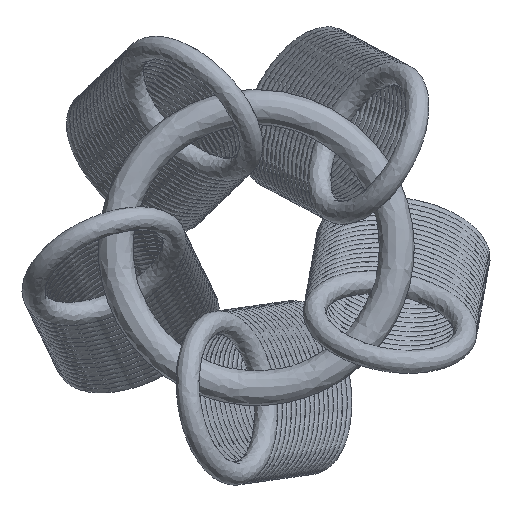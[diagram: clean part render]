
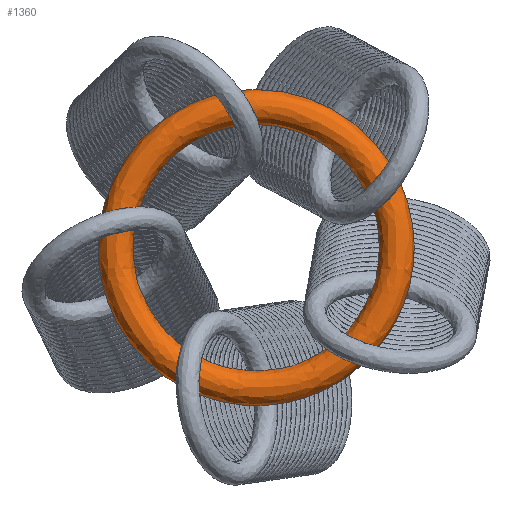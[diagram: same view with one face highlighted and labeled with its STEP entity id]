
A CAD part, front view. The second image highlights one B-rep face of the part: STEP entity #1360.
In plain terms, the highlighted free-form (B-spline) face has degree [2, 2] with [7, 7] control points.
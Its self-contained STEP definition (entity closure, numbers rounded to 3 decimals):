
#1360 = ADVANCED_FACE('',(#1361),#1387,.T.);
#1361 = FACE_BOUND('',#1362,.T.);
#1362 = EDGE_LOOP('',(#1363,#1375,#1385,#1386));
#1363 = ORIENTED_EDGE('',*,*,#1364,.F.);
#1364 = EDGE_CURVE('',#1365,#1365,#1367,.T.);
#1365 = VERTEX_POINT('',#1366);
#1366 = CARTESIAN_POINT('',(0.,-8.367,1.107));
#1367 = ( BOUNDED_CURVE() B_SPLINE_CURVE(2,(#1368,#1369,#1370,#1371,
#1372,#1373,#1374),.UNSPECIFIED.,.T.,.F.) B_SPLINE_CURVE_WITH_KNOTS((1,2
    ,2,2,2,1),(-2.094,0.,2.094,4.189,
6.283,8.378),.UNSPECIFIED.) CURVE() 
GEOMETRIC_REPRESENTATION_ITEM() RATIONAL_B_SPLINE_CURVE((1.,0.5,1.,0.5,
1.,0.5,1.)) REPRESENTATION_ITEM('') );
#1368 = CARTESIAN_POINT('',(0.,-8.367,1.107));
#1369 = CARTESIAN_POINT('',(0.,-8.154,1.107));
#1370 = CARTESIAN_POINT('',(0.,-8.261,0.923));
#1371 = CARTESIAN_POINT('',(0.,-8.367,0.738));
#1372 = CARTESIAN_POINT('',(0.,-8.474,0.923));
#1373 = CARTESIAN_POINT('',(0.,-8.58,1.107));
#1374 = CARTESIAN_POINT('',(0.,-8.367,1.107));
#1375 = ORIENTED_EDGE('',*,*,#1376,.T.);
#1376 = EDGE_CURVE('',#1365,#1365,#1377,.T.);
#1377 = ( BOUNDED_CURVE() B_SPLINE_CURVE(2,(#1378,#1379,#1380,#1381,
#1382,#1383,#1384),.UNSPECIFIED.,.T.,.F.) B_SPLINE_CURVE_WITH_KNOTS((1,2
    ,2,2,2,1),(-2.094,0.,2.094,4.189,
6.283,8.378),.UNSPECIFIED.) CURVE() 
GEOMETRIC_REPRESENTATION_ITEM() RATIONAL_B_SPLINE_CURVE((1.,0.5,1.,0.5,
1.,0.5,1.)) REPRESENTATION_ITEM('') );
#1378 = CARTESIAN_POINT('',(0.,-8.367,1.107));
#1379 = CARTESIAN_POINT('',(1.918,-8.367,
    1.107));
#1380 = CARTESIAN_POINT('',(0.959,-8.367,
    -0.554));
#1381 = CARTESIAN_POINT('',(0.,-8.367,
    -2.215));
#1382 = CARTESIAN_POINT('',(-0.959,-8.367,
    -0.554));
#1383 = CARTESIAN_POINT('',(-1.918,-8.367,
    1.107));
#1384 = CARTESIAN_POINT('',(0.,-8.367,1.107));
#1385 = ORIENTED_EDGE('',*,*,#1364,.T.);
#1386 = ORIENTED_EDGE('',*,*,#1376,.F.);
#1387 = ( BOUNDED_SURFACE() B_SPLINE_SURFACE(2,2,(
    (#1388,#1389,#1390,#1391,#1392,#1393,#1394)
    ,(#1395,#1396,#1397,#1398,#1399,#1400,#1401)
    ,(#1402,#1403,#1404,#1405,#1406,#1407,#1408)
    ,(#1409,#1410,#1411,#1412,#1413,#1414,#1415)
    ,(#1416,#1417,#1418,#1419,#1420,#1421,#1422)
    ,(#1423,#1424,#1425,#1426,#1427,#1428,#1429)
    ,(#1430,#1431,#1432,#1433,#1434,#1435,#1436
)),.UNSPECIFIED.,.T.,.T.,.F.) B_SPLINE_SURFACE_WITH_KNOTS((1,2,2,2,2,1),
  (1,2,2,2,2,1),(-2.094,0.,2.094,4.189,
    6.283,8.378),(-2.094,0.,2.094,
    4.189,6.283,8.378),.UNSPECIFIED.) 
GEOMETRIC_REPRESENTATION_ITEM() RATIONAL_B_SPLINE_SURFACE((
    (1.,0.5,1.,0.5,1.,0.5,1.)
    ,(0.5,0.25,0.5,0.25,0.5,0.25,0.5)
    ,(1.,0.5,1.,0.5,1.,0.5,1.)
    ,(0.5,0.25,0.5,0.25,0.5,0.25,0.5)
    ,(1.,0.5,1.,0.5,1.,0.5,1.)
    ,(0.5,0.25,0.5,0.25,0.5,0.25,0.5)
,(1.,0.5,1.,0.5,1.,0.5,1.))) REPRESENTATION_ITEM('') SURFACE() );
#1388 = CARTESIAN_POINT('',(0.,-8.367,1.107));
#1389 = CARTESIAN_POINT('',(0.,-8.154,1.107));
#1390 = CARTESIAN_POINT('',(0.,-8.261,0.923));
#1391 = CARTESIAN_POINT('',(0.,-8.367,0.738));
#1392 = CARTESIAN_POINT('',(0.,-8.474,0.923));
#1393 = CARTESIAN_POINT('',(0.,-8.58,1.107));
#1394 = CARTESIAN_POINT('',(0.,-8.367,1.107));
#1395 = CARTESIAN_POINT('',(1.918,-8.367,
    1.107));
#1396 = CARTESIAN_POINT('',(1.918,-8.154,
    1.107));
#1397 = CARTESIAN_POINT('',(1.598,-8.261,
    0.923));
#1398 = CARTESIAN_POINT('',(1.279,-8.367,
    0.738));
#1399 = CARTESIAN_POINT('',(1.598,-8.474,
    0.923));
#1400 = CARTESIAN_POINT('',(1.918,-8.58,1.107
    ));
#1401 = CARTESIAN_POINT('',(1.918,-8.367,
    1.107));
#1402 = CARTESIAN_POINT('',(0.959,-8.367,
    -0.554));
#1403 = CARTESIAN_POINT('',(0.959,-8.154,
    -0.554));
#1404 = CARTESIAN_POINT('',(0.799,-8.261,
    -0.461));
#1405 = CARTESIAN_POINT('',(0.639,-8.367,
    -0.369));
#1406 = CARTESIAN_POINT('',(0.799,-8.474,
    -0.461));
#1407 = CARTESIAN_POINT('',(0.959,-8.58,
    -0.554));
#1408 = CARTESIAN_POINT('',(0.959,-8.367,
    -0.554));
#1409 = CARTESIAN_POINT('',(0.,-8.367,
    -2.215));
#1410 = CARTESIAN_POINT('',(0.,-8.154,
    -2.215));
#1411 = CARTESIAN_POINT('',(0.,-8.261,
    -1.846));
#1412 = CARTESIAN_POINT('',(0.,-8.367,
    -1.477));
#1413 = CARTESIAN_POINT('',(0.,-8.474,
    -1.846));
#1414 = CARTESIAN_POINT('',(0.,-8.58,
    -2.215));
#1415 = CARTESIAN_POINT('',(0.,-8.367,
    -2.215));
#1416 = CARTESIAN_POINT('',(-0.959,-8.367,
    -0.554));
#1417 = CARTESIAN_POINT('',(-0.959,-8.154,
    -0.554));
#1418 = CARTESIAN_POINT('',(-0.799,-8.261,
    -0.461));
#1419 = CARTESIAN_POINT('',(-0.639,-8.367,
    -0.369));
#1420 = CARTESIAN_POINT('',(-0.799,-8.474,
    -0.461));
#1421 = CARTESIAN_POINT('',(-0.959,-8.58,
    -0.554));
#1422 = CARTESIAN_POINT('',(-0.959,-8.367,
    -0.554));
#1423 = CARTESIAN_POINT('',(-1.918,-8.367,
    1.107));
#1424 = CARTESIAN_POINT('',(-1.918,-8.154,
    1.107));
#1425 = CARTESIAN_POINT('',(-1.598,-8.261,
    0.923));
#1426 = CARTESIAN_POINT('',(-1.279,-8.367,
    0.738));
#1427 = CARTESIAN_POINT('',(-1.598,-8.474,
    0.923));
#1428 = CARTESIAN_POINT('',(-1.918,-8.58,
    1.107));
#1429 = CARTESIAN_POINT('',(-1.918,-8.367,
    1.107));
#1430 = CARTESIAN_POINT('',(0.,-8.367,1.107));
#1431 = CARTESIAN_POINT('',(0.,-8.154,1.107));
#1432 = CARTESIAN_POINT('',(0.,-8.261,0.923));
#1433 = CARTESIAN_POINT('',(0.,-8.367,0.738));
#1434 = CARTESIAN_POINT('',(0.,-8.474,0.923));
#1435 = CARTESIAN_POINT('',(0.,-8.58,1.107));
#1436 = CARTESIAN_POINT('',(0.,-8.367,1.107));
